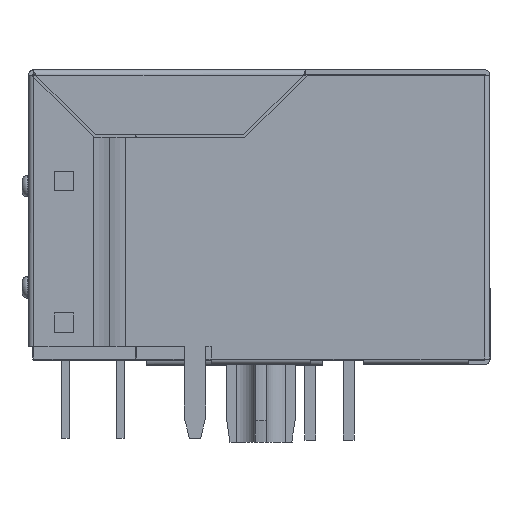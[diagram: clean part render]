
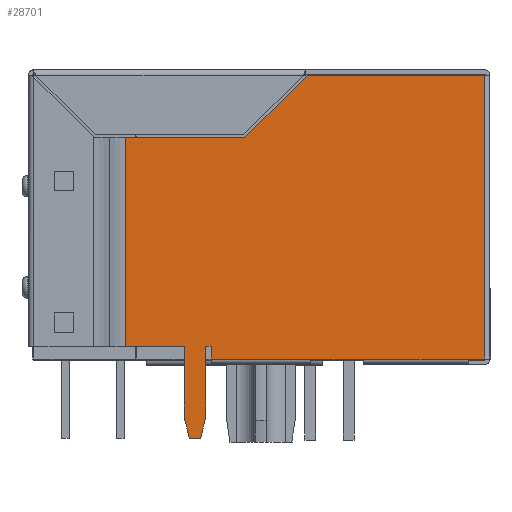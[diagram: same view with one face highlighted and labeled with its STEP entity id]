
A CAD part, left-side view. The second image highlights one B-rep face of the part: STEP entity #28701.
In plain terms, the highlighted face is planar.
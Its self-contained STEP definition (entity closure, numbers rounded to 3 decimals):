
#896=PLANE('',#30140);
#1853=LINE('',#40600,#3901);
#1905=LINE('',#40770,#3953);
#1908=LINE('',#40776,#3956);
#1909=LINE('',#40778,#3957);
#1910=LINE('',#40780,#3958);
#1911=LINE('',#40782,#3959);
#2089=LINE('',#41476,#4137);
#2122=LINE('',#41574,#4170);
#2148=LINE('',#41633,#4196);
#2151=LINE('',#41641,#4199);
#2156=LINE('',#41653,#4204);
#2159=LINE('',#41659,#4207);
#2163=LINE('',#41667,#4211);
#2164=LINE('',#41668,#4212);
#2165=LINE('',#41669,#4213);
#2166=LINE('',#41670,#4214);
#2167=LINE('',#41671,#4215);
#3901=VECTOR('',#32640,1000.);
#3953=VECTOR('',#32808,1000.);
#3956=VECTOR('',#32813,1000.);
#3957=VECTOR('',#32816,1000.);
#3958=VECTOR('',#32819,1000.);
#3959=VECTOR('',#32822,1000.);
#4137=VECTOR('',#33270,1000.);
#4170=VECTOR('',#33367,1000.);
#4196=VECTOR('',#33423,1000.);
#4199=VECTOR('',#33430,1000.);
#4204=VECTOR('',#33439,1000.);
#4207=VECTOR('',#33444,1000.);
#4211=VECTOR('',#33452,1000.);
#4212=VECTOR('',#33453,1000.);
#4213=VECTOR('',#33454,1000.);
#4214=VECTOR('',#33455,1000.);
#4215=VECTOR('',#33456,1000.);
#7857=ORIENTED_EDGE('',*,*,#12666,.F.);
#7858=ORIENTED_EDGE('',*,*,#12648,.T.);
#7859=ORIENTED_EDGE('',*,*,#12669,.F.);
#7860=ORIENTED_EDGE('',*,*,#12645,.T.);
#7861=ORIENTED_EDGE('',*,*,#12670,.F.);
#7862=ORIENTED_EDGE('',*,*,#12642,.T.);
#7863=ORIENTED_EDGE('',*,*,#12671,.F.);
#7864=ORIENTED_EDGE('',*,*,#12639,.T.);
#7865=ORIENTED_EDGE('',*,*,#12672,.F.);
#7866=ORIENTED_EDGE('',*,*,#13026,.T.);
#7867=ORIENTED_EDGE('',*,*,#13013,.T.);
#7868=ORIENTED_EDGE('',*,*,#12928,.T.);
#7869=ORIENTED_EDGE('',*,*,#13027,.T.);
#7870=ORIENTED_EDGE('',*,*,#12584,.T.);
#7871=ORIENTED_EDGE('',*,*,#13028,.T.);
#7872=ORIENTED_EDGE('',*,*,#13009,.T.);
#7873=ORIENTED_EDGE('',*,*,#13029,.T.);
#7874=ORIENTED_EDGE('',*,*,#13022,.T.);
#7875=ORIENTED_EDGE('',*,*,#13019,.T.);
#7876=ORIENTED_EDGE('',*,*,#12977,.T.);
#7877=ORIENTED_EDGE('',*,*,#13030,.T.);
#12584=EDGE_CURVE('',#15314,#15316,#1853,.T.);
#12639=EDGE_CURVE('',#15354,#15353,#16736,.T.);
#12642=EDGE_CURVE('',#15356,#15355,#16737,.T.);
#12645=EDGE_CURVE('',#15358,#15357,#16738,.T.);
#12648=EDGE_CURVE('',#15360,#15359,#16739,.T.);
#12666=EDGE_CURVE('',#15360,#15377,#1905,.T.);
#12669=EDGE_CURVE('',#15358,#15359,#1908,.T.);
#12670=EDGE_CURVE('',#15356,#15357,#1909,.T.);
#12671=EDGE_CURVE('',#15354,#15355,#1910,.T.);
#12672=EDGE_CURVE('',#15379,#15353,#1911,.T.);
#12928=EDGE_CURVE('',#15537,#15539,#2089,.T.);
#12977=EDGE_CURVE('',#15573,#15572,#2122,.T.);
#13009=EDGE_CURVE('',#15591,#15590,#2148,.T.);
#13013=EDGE_CURVE('',#15594,#15537,#2151,.T.);
#13019=EDGE_CURVE('',#15599,#15573,#2156,.T.);
#13022=EDGE_CURVE('',#15601,#15599,#2159,.T.);
#13026=EDGE_CURVE('',#15379,#15594,#2163,.T.);
#13027=EDGE_CURVE('',#15539,#15314,#2164,.T.);
#13028=EDGE_CURVE('',#15316,#15591,#2165,.T.);
#13029=EDGE_CURVE('',#15590,#15601,#2166,.T.);
#13030=EDGE_CURVE('',#15572,#15377,#2167,.T.);
#15314=VERTEX_POINT('',#40595);
#15316=VERTEX_POINT('',#40599);
#15353=VERTEX_POINT('',#40711);
#15354=VERTEX_POINT('',#40713);
#15355=VERTEX_POINT('',#40717);
#15356=VERTEX_POINT('',#40719);
#15357=VERTEX_POINT('',#40723);
#15358=VERTEX_POINT('',#40725);
#15359=VERTEX_POINT('',#40729);
#15360=VERTEX_POINT('',#40731);
#15377=VERTEX_POINT('',#40771);
#15379=VERTEX_POINT('',#40783);
#15537=VERTEX_POINT('',#41471);
#15539=VERTEX_POINT('',#41475);
#15572=VERTEX_POINT('',#41573);
#15573=VERTEX_POINT('',#41575);
#15590=VERTEX_POINT('',#41632);
#15591=VERTEX_POINT('',#41634);
#15594=VERTEX_POINT('',#41642);
#15599=VERTEX_POINT('',#41654);
#15601=VERTEX_POINT('',#41660);
#16736=CIRCLE('',#29928,0.1);
#16737=CIRCLE('',#29930,0.1);
#16738=CIRCLE('',#29932,0.1);
#16739=CIRCLE('',#29934,0.1);
#17640=EDGE_LOOP('',(#7857,#7858,#7859,#7860,#7861,#7862,#7863,#7864,#7865,
#7866,#7867,#7868,#7869,#7870,#7871,#7872,#7873,#7874,#7875,#7876,#7877));
#18917=FACE_BOUND('',#17640,.T.);
#28701=ADVANCED_FACE('',(#18917),#896,.T.);
#29928=AXIS2_PLACEMENT_3D('',#40712,#32753,#32754);
#29930=AXIS2_PLACEMENT_3D('',#40718,#32759,#32760);
#29932=AXIS2_PLACEMENT_3D('',#40724,#32765,#32766);
#29934=AXIS2_PLACEMENT_3D('',#40730,#32771,#32772);
#30140=AXIS2_PLACEMENT_3D('',#41666,#33450,#33451);
#32640=DIRECTION('',(0.,-1.,0.));
#32753=DIRECTION('',(1.,0.,0.));
#32754=DIRECTION('',(0.,1.,0.));
#32759=DIRECTION('',(1.,0.,0.));
#32760=DIRECTION('',(0.,1.,0.));
#32765=DIRECTION('',(1.,0.,0.));
#32766=DIRECTION('',(0.,1.,0.));
#32771=DIRECTION('',(1.,0.,0.));
#32772=DIRECTION('',(0.,1.,0.));
#32808=DIRECTION('',(0.,0.,-1.));
#32813=DIRECTION('',(0.,0.243,-0.97));
#32816=DIRECTION('',(0.,1.,0.));
#32819=DIRECTION('',(0.,0.243,0.97));
#32822=DIRECTION('',(0.,0.,1.));
#33270=DIRECTION('',(0.,-1.,0.));
#33367=DIRECTION('',(0.,0.,1.));
#33423=DIRECTION('',(0.,0.,-1.));
#33430=DIRECTION('',(0.,0.,1.));
#33439=DIRECTION('',(0.,1.,0.));
#33444=DIRECTION('',(0.,0.707,0.707));
#33450=DIRECTION('',(1.,0.,0.));
#33451=DIRECTION('',(0.,1.,0.));
#33452=DIRECTION('',(0.,-1.,0.));
#33453=DIRECTION('',(0.,-1.,0.));
#33454=DIRECTION('',(0.,-1.,0.));
#33455=DIRECTION('',(0.,1.,0.));
#33456=DIRECTION('',(0.,-1.,0.));
#40595=CARTESIAN_POINT('',(15.62,-4.825,6.565));
#40599=CARTESIAN_POINT('',(15.62,-9.675,6.565));
#40600=CARTESIAN_POINT('',(15.62,-4.825,6.565));
#40711=CARTESIAN_POINT('',(15.62,2.475,9.253));
#40712=CARTESIAN_POINT('',(15.62,2.575,9.253));
#40713=CARTESIAN_POINT('',(15.62,2.478,9.277));
#40717=CARTESIAN_POINT('',(15.62,2.706,10.189));
#40718=CARTESIAN_POINT('',(15.62,2.803,10.165));
#40719=CARTESIAN_POINT('',(15.62,2.803,10.265));
#40723=CARTESIAN_POINT('',(15.62,3.147,10.265));
#40724=CARTESIAN_POINT('',(15.62,3.147,10.165));
#40725=CARTESIAN_POINT('',(15.62,3.244,10.189));
#40729=CARTESIAN_POINT('',(15.62,3.472,9.277));
#40730=CARTESIAN_POINT('',(15.62,3.375,9.253));
#40731=CARTESIAN_POINT('',(15.62,3.475,9.253));
#40770=CARTESIAN_POINT('',(15.62,3.475,9.265));
#40771=CARTESIAN_POINT('',(15.62,3.475,5.985));
#40776=CARTESIAN_POINT('',(15.62,3.225,10.265));
#40778=CARTESIAN_POINT('',(15.62,2.725,10.265));
#40780=CARTESIAN_POINT('',(15.62,2.475,9.265));
#40782=CARTESIAN_POINT('',(15.62,2.475,5.985));
#40783=CARTESIAN_POINT('',(15.62,2.475,5.985));
#41471=CARTESIAN_POINT('',(15.62,2.225,6.565));
#41475=CARTESIAN_POINT('',(15.62,-2.375,6.565));
#41476=CARTESIAN_POINT('',(15.62,-10.516,6.565));
#41573=CARTESIAN_POINT('',(15.62,6.175,5.985));
#41574=CARTESIAN_POINT('',(15.62,6.175,-3.686));
#41575=CARTESIAN_POINT('',(15.62,6.175,-3.686));
#41632=CARTESIAN_POINT('',(15.62,-10.425,-6.565));
#41633=CARTESIAN_POINT('',(15.62,-10.425,6.565));
#41634=CARTESIAN_POINT('',(15.62,-10.425,6.565));
#41641=CARTESIAN_POINT('',(15.62,2.225,5.985));
#41642=CARTESIAN_POINT('',(15.62,2.225,5.985));
#41653=CARTESIAN_POINT('',(15.62,0.663,-3.686));
#41654=CARTESIAN_POINT('',(15.62,0.663,-3.686));
#41659=CARTESIAN_POINT('',(15.62,-2.216,-6.565));
#41660=CARTESIAN_POINT('',(15.62,-2.216,-6.565));
#41666=CARTESIAN_POINT('',(15.62,-10.516,6.565));
#41667=CARTESIAN_POINT('',(15.62,6.175,5.985));
#41668=CARTESIAN_POINT('',(15.62,-10.516,6.565));
#41669=CARTESIAN_POINT('',(15.62,-10.516,6.565));
#41670=CARTESIAN_POINT('',(15.62,-10.516,-6.565));
#41671=CARTESIAN_POINT('',(15.62,6.175,5.985));
